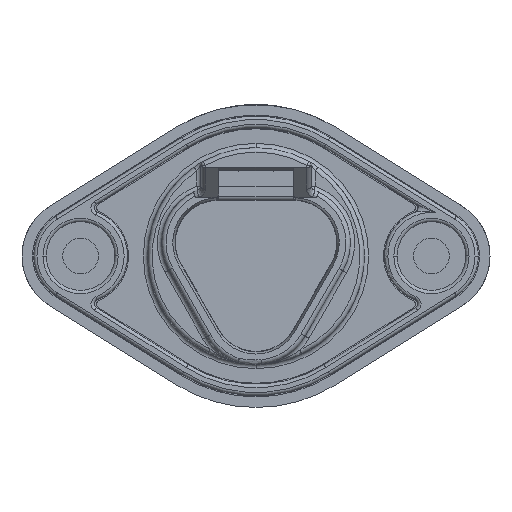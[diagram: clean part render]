
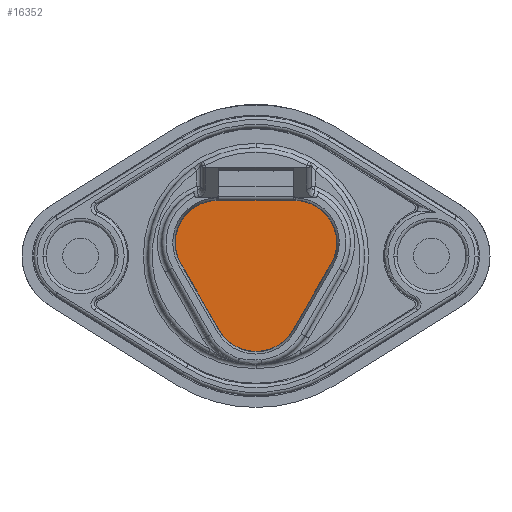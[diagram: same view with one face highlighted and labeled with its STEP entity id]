
A CAD part, front view. The second image highlights one B-rep face of the part: STEP entity #16352.
In plain terms, the highlighted planar face has unit normal (0, -1, 0).
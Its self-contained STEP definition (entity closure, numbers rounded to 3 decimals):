
#4540=CARTESIAN_POINT('',(0.,16.13,-5.114));
#4541=DIRECTION('',(0.,-1.,0.));
#4542=DIRECTION('',(-0.866,0.,-0.5));
#4543=AXIS2_PLACEMENT_3D('',#4540,#4541,#4542);
#4609=DIRECTION('',(1.,0.,0.));
#4610=VECTOR('',#4609,8.858);
#4611=CARTESIAN_POINT('',(-4.429,16.13,7.437));
#4612=LINE('',#4611,#4610);
#5504=DIRECTION('',(0.5,0.,-0.866));
#5505=VECTOR('',#5504,8.858);
#5506=CARTESIAN_POINT('',(-8.655,16.13,0.117));
#5507=LINE('',#5506,#5505);
#5508=CARTESIAN_POINT('',(-4.429,16.13,2.557));
#5509=DIRECTION('',(0.,-1.,0.));
#5510=DIRECTION('',(0.,0.,1.));
#5511=AXIS2_PLACEMENT_3D('',#5508,#5509,#5510);
#5513=CARTESIAN_POINT('',(4.429,16.13,2.557));
#5514=DIRECTION('',(0.,-1.,0.));
#5515=DIRECTION('',(0.866,0.,-0.5));
#5516=AXIS2_PLACEMENT_3D('',#5513,#5514,#5515);
#5518=DIRECTION('',(0.5,0.,0.866));
#5519=VECTOR('',#5518,8.858);
#5520=CARTESIAN_POINT('',(4.226,16.13,-7.554));
#5521=LINE('',#5520,#5519);
#6214=CARTESIAN_POINT('',(4.226,16.13,-7.554));
#6215=CARTESIAN_POINT('',(8.655,16.13,0.117));
#6216=VERTEX_POINT('',#6214);
#6217=VERTEX_POINT('',#6215);
#6218=CARTESIAN_POINT('',(4.429,16.13,7.437));
#6219=VERTEX_POINT('',#6218);
#6220=CARTESIAN_POINT('',(-4.429,16.13,7.437));
#6221=VERTEX_POINT('',#6220);
#6222=CARTESIAN_POINT('',(-8.655,16.13,0.117));
#6223=VERTEX_POINT('',#6222);
#6224=CARTESIAN_POINT('',(-4.226,16.13,-7.554));
#6225=VERTEX_POINT('',#6224);
#16339=CARTESIAN_POINT('',(9.683,16.13,7.786));
#16340=DIRECTION('',(0.,-1.,0.));
#16341=DIRECTION('',(-1.,0.,0.));
#16342=AXIS2_PLACEMENT_3D('',#16339,#16340,#16341);
#16343=PLANE('',#16342);
#16344=ORIENTED_EDGE('',*,*,#14524,.F.);
#16345=ORIENTED_EDGE('',*,*,#14593,.F.);
#16346=ORIENTED_EDGE('',*,*,#14606,.F.);
#16347=ORIENTED_EDGE('',*,*,#14628,.T.);
#16348=ORIENTED_EDGE('',*,*,#16320,.F.);
#16349=ORIENTED_EDGE('',*,*,#14508,.F.);
#16350=EDGE_LOOP('',(#16344,#16345,#16346,#16347,#16348,#16349));
#16351=FACE_OUTER_BOUND('',#16350,.F.);
#16352=ADVANCED_FACE('',(#16351),#16343,.T.);
#4544=CIRCLE('',#4543,4.88);
#5512=CIRCLE('',#5511,4.88);
#5517=CIRCLE('',#5516,4.88);
#14508=EDGE_CURVE('',#6216,#6217,#5521,.T.);
#14524=EDGE_CURVE('',#6225,#6216,#4544,.T.);
#14593=EDGE_CURVE('',#6223,#6225,#5507,.T.);
#14606=EDGE_CURVE('',#6221,#6223,#5512,.T.);
#14628=EDGE_CURVE('',#6221,#6219,#4612,.T.);
#16320=EDGE_CURVE('',#6217,#6219,#5517,.T.);
